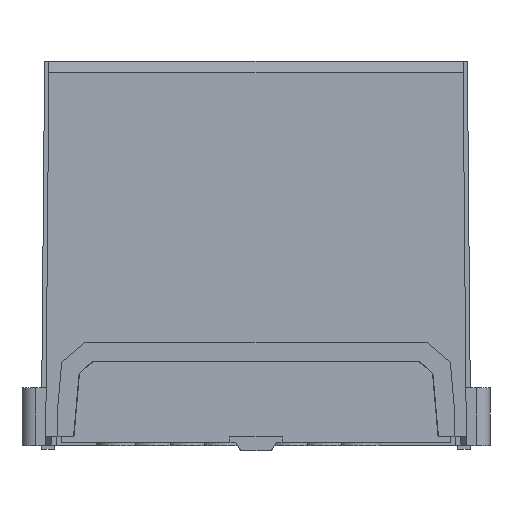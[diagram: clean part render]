
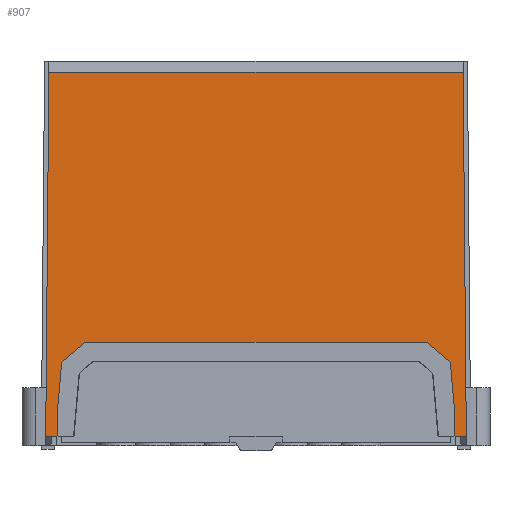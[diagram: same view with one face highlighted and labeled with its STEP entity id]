
A CAD part, top view. The second image highlights one B-rep face of the part: STEP entity #907.
In plain terms, the highlighted planar face has unit normal (0, 0.009, 1).
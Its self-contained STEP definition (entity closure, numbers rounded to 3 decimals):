
#907=ADVANCED_FACE('',(#2529),#2531,.T.);
#2529=FACE_BOUND('',#2530,.T.);
#2530=EDGE_LOOP('',(#4310,#4311,#4312,#4313,#4314,#4315,#4316,#4317,#4318,#4319,
#4320,#4321));
#2531=PLANE('',#2532);
#2532=AXIS2_PLACEMENT_3D('',#2533,#2534,#2535);
#2533=CARTESIAN_POINT('',(92.7,-300.957,55.044));
#2534=DIRECTION('',(-0.,0.009,1.));
#2535=DIRECTION('',(1.,0.,0.));
#4310=ORIENTED_EDGE('',*,*,#5428,.T.);
#4311=ORIENTED_EDGE('',*,*,#5468,.F.);
#4312=ORIENTED_EDGE('',*,*,#5469,.F.);
#4313=ORIENTED_EDGE('',*,*,#5470,.F.);
#4314=ORIENTED_EDGE('',*,*,#5471,.F.);
#4315=ORIENTED_EDGE('',*,*,#5472,.F.);
#4316=ORIENTED_EDGE('',*,*,#5473,.F.);
#4317=ORIENTED_EDGE('',*,*,#5474,.F.);
#4318=ORIENTED_EDGE('',*,*,#5434,.T.);
#4319=ORIENTED_EDGE('',*,*,#5360,.T.);
#4320=ORIENTED_EDGE('',*,*,#5467,.T.);
#4321=ORIENTED_EDGE('',*,*,#5371,.F.);
#5360=EDGE_CURVE('',#6249,#6247,#6250,.T.);
#5371=EDGE_CURVE('',#6266,#6268,#6269,.T.);
#5428=EDGE_CURVE('',#6266,#6354,#6356,.T.);
#5434=EDGE_CURVE('',#6364,#6249,#6365,.T.);
#5467=EDGE_CURVE('',#6247,#6268,#6413,.T.);
#5468=EDGE_CURVE('',#6414,#6354,#6415,.T.);
#5469=EDGE_CURVE('',#6416,#6414,#6417,.T.);
#5470=EDGE_CURVE('',#6418,#6416,#6419,.T.);
#5471=EDGE_CURVE('',#6420,#6418,#6421,.T.);
#5472=EDGE_CURVE('',#6422,#6420,#6423,.T.);
#5473=EDGE_CURVE('',#6424,#6422,#6425,.T.);
#5474=EDGE_CURVE('',#6364,#6424,#6426,.T.);
#6247=VERTEX_POINT('',#7651);
#6249=VERTEX_POINT('',#7655);
#6250=LINE('',#7656,#7657);
#6266=VERTEX_POINT('',#7692);
#6268=VERTEX_POINT('',#7696);
#6269=LINE('',#7697,#7698);
#6354=VERTEX_POINT('',#7894);
#6356=LINE('',#7898,#7899);
#6364=VERTEX_POINT('',#7918);
#6365=LINE('',#7919,#7920);
#6413=LINE('',#8039,#8040);
#6414=VERTEX_POINT('',#8042);
#6415=LINE('',#8043,#8044);
#6416=VERTEX_POINT('',#8046);
#6417=LINE('',#8047,#8048);
#6418=VERTEX_POINT('',#8050);
#6419=LINE('',#8051,#8052);
#6420=VERTEX_POINT('',#8054);
#6421=LINE('',#8055,#8056);
#6422=VERTEX_POINT('',#8058);
#6423=LINE('',#8059,#8060);
#6424=VERTEX_POINT('',#8062);
#6425=LINE('',#8063,#8064);
#6426=LINE('',#8066,#8067);
#7651=CARTESIAN_POINT('',(96.483,160.278,51.019));
#7655=CARTESIAN_POINT('',(97.965,-9.5,52.501));
#7656=CARTESIAN_POINT('',(97.965,-9.5,52.501));
#7657=VECTOR('',#7658,1.);
#7658=DIRECTION('',(-0.009,1.,-0.009));
#7692=CARTESIAN_POINT('',(-97.965,-9.5,52.501));
#7696=CARTESIAN_POINT('',(-96.483,160.278,51.019));
#7697=CARTESIAN_POINT('',(-97.965,-9.5,52.501));
#7698=VECTOR('',#7699,1.);
#7699=DIRECTION('',(0.009,1.,-0.009));
#7894=CARTESIAN_POINT('',(-92.7,-9.5,52.501));
#7898=CARTESIAN_POINT('',(-97.965,-9.5,52.501));
#7899=VECTOR('',#7900,1.);
#7900=DIRECTION('',(1.,0.,0.));
#7918=CARTESIAN_POINT('',(92.7,-9.5,52.501));
#7919=CARTESIAN_POINT('',(92.7,-9.5,52.501));
#7920=VECTOR('',#7921,1.);
#7921=DIRECTION('',(1.,0.,0.));
#8039=CARTESIAN_POINT('',(96.483,160.278,51.019));
#8040=VECTOR('',#8041,1.);
#8041=DIRECTION('',(-1.,0.,0.));
#8042=CARTESIAN_POINT('',(-92.606,1.3,52.406));
#8043=CARTESIAN_POINT('',(-92.606,1.3,52.406));
#8044=VECTOR('',#8045,1.);
#8045=DIRECTION('',(-0.009,-1.,0.009));
#8046=CARTESIAN_POINT('',(-90.518,25.163,52.198));
#8047=CARTESIAN_POINT('',(-90.518,25.163,52.198));
#8048=VECTOR('',#8049,1.);
#8049=DIRECTION('',(-0.087,-0.996,0.009));
#8050=CARTESIAN_POINT('',(-79.212,34.65,52.115));
#8051=CARTESIAN_POINT('',(-79.212,34.65,52.115));
#8052=VECTOR('',#8053,1.);
#8053=DIRECTION('',(-0.766,-0.643,0.006));
#8054=CARTESIAN_POINT('',(79.212,34.65,52.115));
#8055=CARTESIAN_POINT('',(79.212,34.65,52.115));
#8056=VECTOR('',#8057,1.);
#8057=DIRECTION('',(-1.,0.,0.));
#8058=CARTESIAN_POINT('',(90.518,25.163,52.198));
#8059=CARTESIAN_POINT('',(90.518,25.163,52.198));
#8060=VECTOR('',#8061,1.);
#8061=DIRECTION('',(-0.766,0.643,-0.006));
#8062=CARTESIAN_POINT('',(92.606,1.3,52.406));
#8063=CARTESIAN_POINT('',(92.606,1.3,52.406));
#8064=VECTOR('',#8065,1.);
#8065=DIRECTION('',(-0.087,0.996,-0.009));
#8066=CARTESIAN_POINT('',(92.7,-9.5,52.501));
#8067=VECTOR('',#8068,1.);
#8068=DIRECTION('',(-0.009,1.,-0.009));
